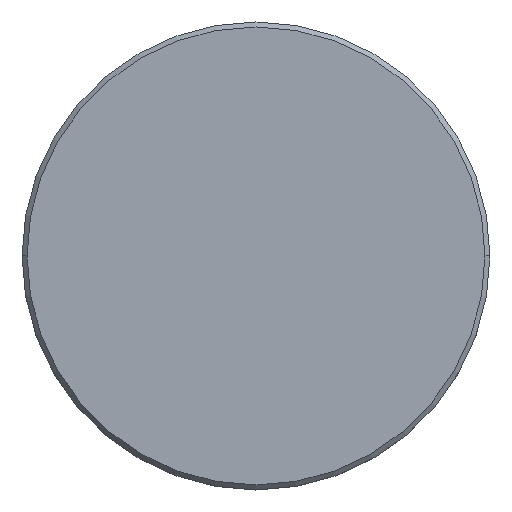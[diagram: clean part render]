
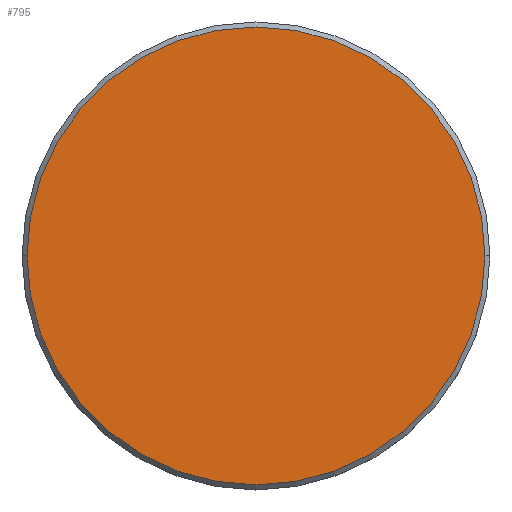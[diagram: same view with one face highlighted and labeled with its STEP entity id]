
A CAD part, top view. The second image highlights one B-rep face of the part: STEP entity #795.
In plain terms, the highlighted planar face has unit normal (0, 0, 1).
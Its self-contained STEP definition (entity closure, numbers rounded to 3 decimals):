
#24 = AXIS2_PLACEMENT_3D ( 'NONE', #676, #217, #936 ) ;
#32 = EDGE_LOOP ( 'NONE', ( #1116, #439 ) ) ;
#63 = CIRCLE ( 'NONE', #730, 23. ) ;
#79 = CARTESIAN_POINT ( 'NONE',  ( 0., 0., 0. ) ) ;
#217 = DIRECTION ( 'NONE',  ( 0., 0., 1. ) ) ;
#335 = VERTEX_POINT ( 'NONE', #520 ) ;
#349 = FACE_OUTER_BOUND ( 'NONE', #32, .T. ) ;
#439 = ORIENTED_EDGE ( 'NONE', *, *, #692, .T. ) ;
#520 = CARTESIAN_POINT ( 'NONE',  ( 23., 0., 0. ) ) ;
#577 = CARTESIAN_POINT ( 'NONE',  ( -23., 0., 0. ) ) ;
#612 = DIRECTION ( 'NONE',  ( 1., 0., 0. ) ) ;
#676 = CARTESIAN_POINT ( 'NONE',  ( 0., 0., 0. ) ) ;
#692 = EDGE_CURVE ( 'NONE', #335, #1029, #889, .T. ) ;
#730 = AXIS2_PLACEMENT_3D ( 'NONE', #1081, #897, #905 ) ;
#760 = EDGE_CURVE ( 'NONE', #1029, #335, #63, .T. ) ;
#795 = ADVANCED_FACE ( 'NONE', ( #349 ), #863, .T. ) ;
#863 = PLANE ( 'NONE',  #1169 ) ;
#889 = CIRCLE ( 'NONE', #24, 23. ) ;
#897 = DIRECTION ( 'NONE',  ( 0., 0., 1. ) ) ;
#905 = DIRECTION ( 'NONE',  ( 1., 0., 0. ) ) ;
#936 = DIRECTION ( 'NONE',  ( 1., 0., 0. ) ) ;
#1029 = VERTEX_POINT ( 'NONE', #577 ) ;
#1066 = DIRECTION ( 'NONE',  ( 0., 0., 1. ) ) ;
#1081 = CARTESIAN_POINT ( 'NONE',  ( 0., 0., 0. ) ) ;
#1116 = ORIENTED_EDGE ( 'NONE', *, *, #760, .T. ) ;
#1169 = AXIS2_PLACEMENT_3D ( 'NONE', #79, #1066, #612 ) ;
